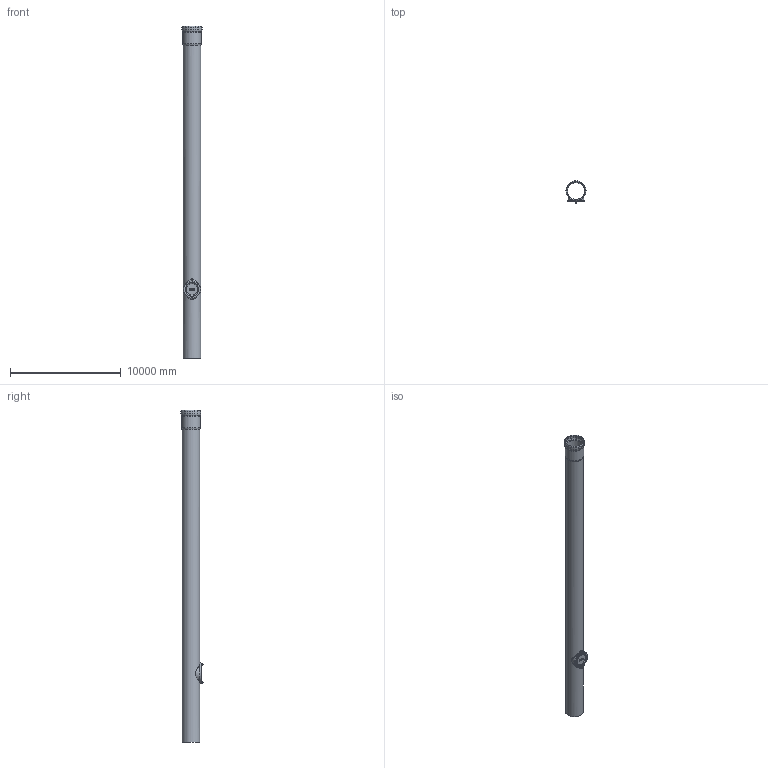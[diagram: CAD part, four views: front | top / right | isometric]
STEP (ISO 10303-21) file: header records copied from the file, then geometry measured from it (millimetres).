
FILE_DESCRIPTION(/* description */ (''),/* implementation_level */ '2;1');
FILE_NAME(/* name */ '05530.150X_3D.stp',/* time_stamp */ '2024-12-11T14:16:50+01:00',/* author */ ('CAD'),/* organization */ (''),/* preprocessor_version */ 'ST-DEVELOPER v20',/* originating_system */ 'AutoCAD Mechanical',/* authorisation */ '');
FILE_SCHEMA (('AUTOMOTIVE_DESIGN { 1 0 10303 214 3 1 1 }'));
Length unit declared in the file: centimetre
Products named in the file (2): Product; *S0
Assembly tree (1 placements, depth 2):
  Product
    *S0
Bounding box: 1810 x 1995 x 30000 mm (x, y, z)
Volume: 3788850395.4 mm3; surface area: 302963692.5 mm2
Topology: 7 solids, 7 shells, 229 faces, 541 edges, 326 vertices
Faces by surface type: cone 86, plane 56, cylinder 43, torus 32, sphere 8, bspline 4
Full cylindrical faces by diameter (mm): 66.47 x2, 100 x2, 125 x2, 1240 x1, 1370 x1, 1420 x1, 1500 x1, 1540 x1, 1590 x1, 1640 x1, 1690 x1, 1810 x1
Entity records: 8192 total; most frequent: CARTESIAN_POINT 2840, DIRECTION 1187, ORIENTED_EDGE 1070, EDGE_CURVE 535, AXIS2_PLACEMENT_3D 500, VERTEX_POINT 326, CIRCLE 262, EDGE_LOOP 245
